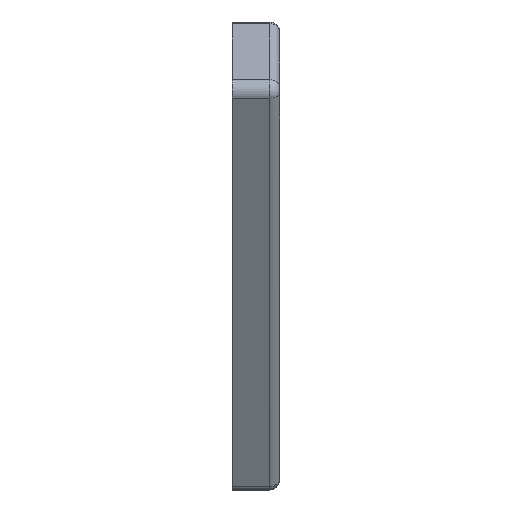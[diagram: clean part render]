
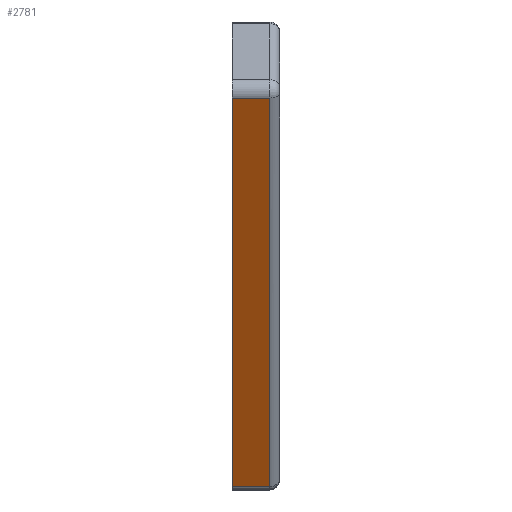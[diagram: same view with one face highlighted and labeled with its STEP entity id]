
A CAD part, left-side view. The second image highlights one B-rep face of the part: STEP entity #2781.
In plain terms, the highlighted planar face has unit normal (-0.866, 0, -0.5).
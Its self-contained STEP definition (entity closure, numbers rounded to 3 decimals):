
#198 = AXIS2_PLACEMENT_3D ( 'NONE', #3168, #4583, #3137 ) ;
#355 = LINE ( 'NONE', #2194, #1171 ) ;
#532 = VERTEX_POINT ( 'NONE', #5909 ) ;
#652 = VECTOR ( 'NONE', #5858, 1000. ) ;
#662 = LINE ( 'NONE', #5833, #652 ) ;
#750 = ORIENTED_EDGE ( 'NONE', *, *, #5142, .T. ) ;
#763 = ORIENTED_EDGE ( 'NONE', *, *, #1511, .F. ) ;
#800 = FACE_OUTER_BOUND ( 'NONE', #6012, .T. ) ;
#1028 = CARTESIAN_POINT ( 'NONE',  ( -206.026, 1.5, 334.848 ) ) ;
#1171 = VECTOR ( 'NONE', #2950, 1000. ) ;
#1285 = PLANE ( 'NONE',  #198 ) ;
#1287 = CARTESIAN_POINT ( 'NONE',  ( -172.885, 7., 277.446 ) ) ;
#1511 = EDGE_CURVE ( 'NONE', #1818, #3796, #662, .T. ) ;
#1818 = VERTEX_POINT ( 'NONE', #1028 ) ;
#1886 = ORIENTED_EDGE ( 'NONE', *, *, #3983, .F. ) ;
#1967 = VECTOR ( 'NONE', #3604, 1000. ) ;
#2194 = CARTESIAN_POINT ( 'NONE',  ( -206.026, 7., 334.848 ) ) ;
#2235 = LINE ( 'NONE', #1287, #5791 ) ;
#2781 = ADVANCED_FACE ( 'NONE', ( #800 ), #1285, .F. ) ;
#2950 = DIRECTION ( 'NONE',  ( 0., -1., 0. ) ) ;
#3000 = EDGE_CURVE ( 'NONE', #4395, #1818, #355, .T. ) ;
#3131 = CARTESIAN_POINT ( 'NONE',  ( -207.026, 7., 336.58 ) ) ;
#3137 = DIRECTION ( 'NONE',  ( -0.5, 0., 0.866 ) ) ;
#3168 = CARTESIAN_POINT ( 'NONE',  ( -207.026, 7., 336.58 ) ) ;
#3170 = DIRECTION ( 'NONE',  ( 0., 1., 0. ) ) ;
#3604 = DIRECTION ( 'NONE',  ( 0.5, 0., -0.866 ) ) ;
#3796 = VERTEX_POINT ( 'NONE', #4044 ) ;
#3983 = EDGE_CURVE ( 'NONE', #3796, #532, #2235, .T. ) ;
#4044 = CARTESIAN_POINT ( 'NONE',  ( -172.885, 1.5, 277.446 ) ) ;
#4135 = CARTESIAN_POINT ( 'NONE',  ( -206.026, 7., 334.848 ) ) ;
#4395 = VERTEX_POINT ( 'NONE', #4135 ) ;
#4576 = LINE ( 'NONE', #3131, #1967 ) ;
#4583 = DIRECTION ( 'NONE',  ( 0.866, 0., 0.5 ) ) ;
#5142 = EDGE_CURVE ( 'NONE', #4395, #532, #4576, .T. ) ;
#5539 = ORIENTED_EDGE ( 'NONE', *, *, #3000, .F. ) ;
#5791 = VECTOR ( 'NONE', #3170, 1000. ) ;
#5833 = CARTESIAN_POINT ( 'NONE',  ( -207.026, 1.5, 336.58 ) ) ;
#5858 = DIRECTION ( 'NONE',  ( 0.5, 0., -0.866 ) ) ;
#5909 = CARTESIAN_POINT ( 'NONE',  ( -172.885, 7., 277.446 ) ) ;
#6012 = EDGE_LOOP ( 'NONE', ( #5539, #750, #1886, #763 ) ) ;
